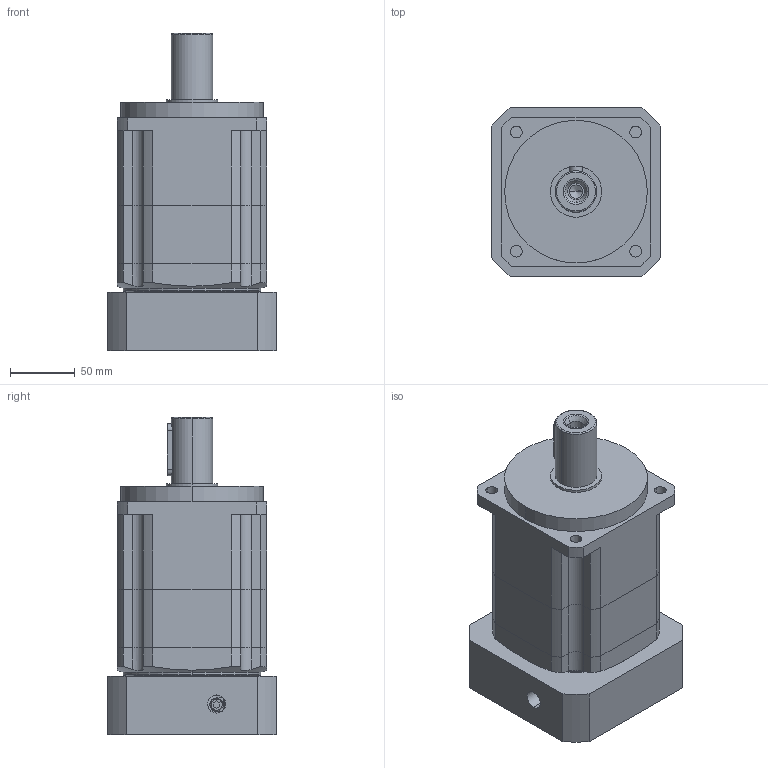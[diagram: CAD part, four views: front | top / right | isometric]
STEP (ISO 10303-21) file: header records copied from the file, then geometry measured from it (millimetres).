
FILE_DESCRIPTION (( 'STEP AP203' ), '1' );
FILE_NAME ('GPB115-L2-(24-110-145-M8).STEP', '2022-05-25T02:08:58', ( '微软用户' ), ( '微软中国' ), 'SwSTEP 2.0', 'SolidWorks 2018', '' );
FILE_SCHEMA (( 'CONFIG_CONTROL_DESIGN' ));
Length unit declared in the file: millimetre
Products named in the file (1): GPB115-L2-(24-110-145-M8)
Bounding box: 130 x 130 x 244.5 mm (x, y, z)
Volume: 2119588.7 mm3; surface area: 226524.2 mm2
Topology: 6 solids, 6 shells, 319 faces, 797 edges, 513 vertices
Faces by surface type: plane 152, cylinder 129, cone 20, torus 18
Entity records: 10124 total; most frequent: CARTESIAN_POINT 2239, DIRECTION 1687, ORIENTED_EDGE 1574, EDGE_CURVE 787, AXIS2_PLACEMENT_3D 615, VERTEX_POINT 513, LINE 457, VECTOR 457
